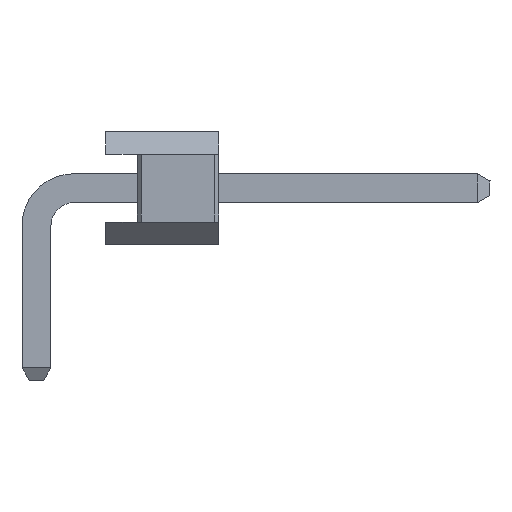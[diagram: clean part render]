
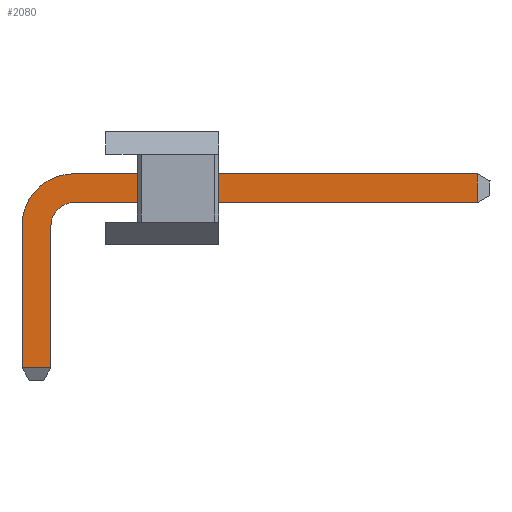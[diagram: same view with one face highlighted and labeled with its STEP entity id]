
A CAD part, left-side view. The second image highlights one B-rep face of the part: STEP entity #2080.
In plain terms, the highlighted planar face has unit normal (-1, 0, 0).
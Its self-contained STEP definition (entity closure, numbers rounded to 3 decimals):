
#2080=ADVANCED_FACE('',(#3526),#3528,.T.);
#3526=FACE_BOUND('',#3527,.T.);
#3527=EDGE_LOOP('',(#4502,#4503,#4504,#4505,#4506,#4507,#4508,#4509));
#3528=PLANE('',#3529);
#3529=AXIS2_PLACEMENT_3D('',#3530,#3531,#3532);
#3530=CARTESIAN_POINT('',(-0.32,-0.32,0.));
#3531=DIRECTION('',(-1.,0.,0.));
#3532=DIRECTION('',(0.,1.,0.));
#4502=ORIENTED_EDGE('',*,*,#5007,.F.);
#4503=ORIENTED_EDGE('',*,*,#5008,.F.);
#4504=ORIENTED_EDGE('',*,*,#5009,.F.);
#4505=ORIENTED_EDGE('',*,*,#5010,.T.);
#4506=ORIENTED_EDGE('',*,*,#5011,.F.);
#4507=ORIENTED_EDGE('',*,*,#5006,.F.);
#4508=ORIENTED_EDGE('',*,*,#5012,.T.);
#4509=ORIENTED_EDGE('',*,*,#5013,.T.);
#5006=EDGE_CURVE('',#5724,#5722,#5726,.T.);
#5007=EDGE_CURVE('',#5727,#5728,#5729,.T.);
#5008=EDGE_CURVE('',#5730,#5727,#5731,.T.);
#5009=EDGE_CURVE('',#5732,#5730,#5733,.T.);
#5010=EDGE_CURVE('',#5732,#5734,#5735,.T.);
#5011=EDGE_CURVE('',#5722,#5734,#5736,.T.);
#5012=EDGE_CURVE('',#5724,#5737,#5738,.T.);
#5013=EDGE_CURVE('',#5737,#5728,#5739,.T.);
#5722=VERTEX_POINT('',#7326);
#5724=VERTEX_POINT('',#7330);
#5726=LINE('',#7334,#7335);
#5727=VERTEX_POINT('',#7337);
#5728=VERTEX_POINT('',#7338);
#5729=LINE('',#7339,#7340);
#5730=VERTEX_POINT('',#7342);
#5731=LINE('',#7343,#7344);
#5732=VERTEX_POINT('',#7346);
#5733=CIRCLE('',#7347,1.152);
#5734=VERTEX_POINT('',#7351);
#5735=LINE('',#7352,#7353);
#5736=LINE('',#7355,#7356);
#5737=VERTEX_POINT('',#7358);
#5738=CIRCLE('',#7359,0.512);
#5739=LINE('',#7363,#7364);
#7326=CARTESIAN_POINT('',(-0.32,-0.32,-2.723));
#7330=CARTESIAN_POINT('',(-0.32,-0.32,0.418));
#7334=CARTESIAN_POINT('',(-0.32,-0.32,0.418));
#7335=VECTOR('',#7336,1.);
#7336=DIRECTION('',(0.,0.,-1.));
#7337=CARTESIAN_POINT('',(-0.32,-9.753,1.57));
#7338=CARTESIAN_POINT('',(-0.32,-9.753,0.93));
#7339=CARTESIAN_POINT('',(-0.32,-9.753,1.57));
#7340=VECTOR('',#7341,1.);
#7341=DIRECTION('',(0.,0.,-1.));
#7342=CARTESIAN_POINT('',(-0.32,-0.832,1.57));
#7343=CARTESIAN_POINT('',(-0.32,-0.832,1.57));
#7344=VECTOR('',#7345,1.);
#7345=DIRECTION('',(0.,-1.,0.));
#7346=CARTESIAN_POINT('',(-0.32,0.32,0.418));
#7347=AXIS2_PLACEMENT_3D('',#7348,#7349,#7350);
#7348=CARTESIAN_POINT('',(-0.32,-0.832,0.418));
#7349=DIRECTION('',(1.,0.,0.));
#7350=DIRECTION('',(0.,1.,0.));
#7351=CARTESIAN_POINT('',(-0.32,0.32,-2.723));
#7352=CARTESIAN_POINT('',(-0.32,0.32,0.418));
#7353=VECTOR('',#7354,1.);
#7354=DIRECTION('',(0.,0.,-1.));
#7355=CARTESIAN_POINT('',(-0.32,-0.32,-2.723));
#7356=VECTOR('',#7357,1.);
#7357=DIRECTION('',(0.,1.,0.));
#7358=CARTESIAN_POINT('',(-0.32,-0.832,0.93));
#7359=AXIS2_PLACEMENT_3D('',#7360,#7361,#7362);
#7360=CARTESIAN_POINT('',(-0.32,-0.832,0.418));
#7361=DIRECTION('',(1.,0.,0.));
#7362=DIRECTION('',(0.,1.,0.));
#7363=CARTESIAN_POINT('',(-0.32,-0.832,0.93));
#7364=VECTOR('',#7365,1.);
#7365=DIRECTION('',(0.,-1.,0.));
